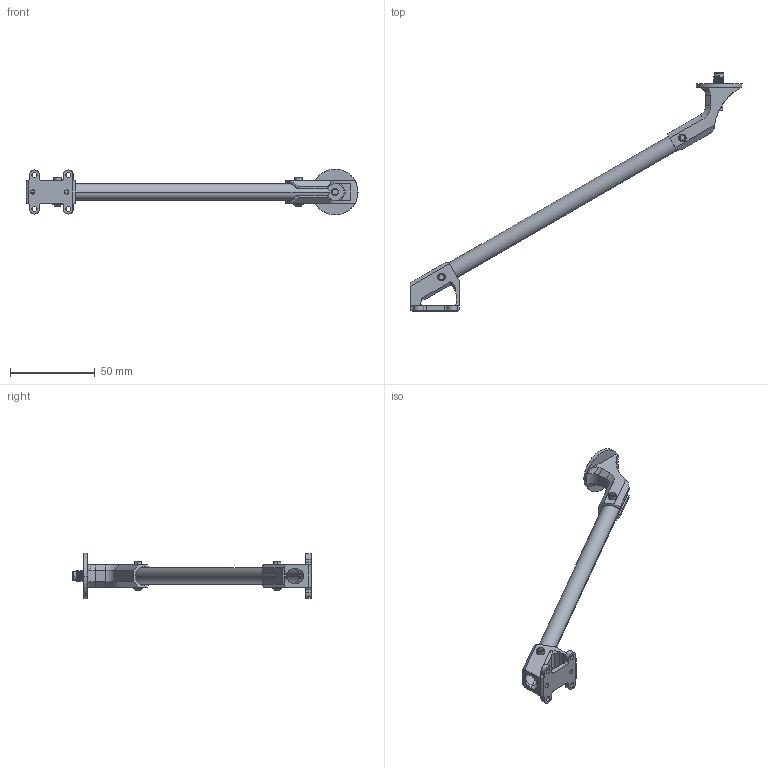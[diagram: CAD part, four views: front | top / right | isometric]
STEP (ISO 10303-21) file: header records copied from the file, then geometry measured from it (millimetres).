
FILE_DESCRIPTION((''),'2;1');
FILE_NAME('ZHIJIA-UM982-10D_ASM','2023-10-24T13:47:12',('QGLing'),(''),'CREO PARAMETRIC BY PTC INC, 2016510','CREO PARAMETRIC BY PTC INC, 2016510','');
FILE_SCHEMA(('AUTOMOTIVE_DESIGN { 1 0 10303 214 1 1 1 1 }'));
Length unit declared in the file: millimetre
Products named in the file (6): ZHIJIA-UM982-DIZUO-V000-0713; GUAN-10D-200; ZHIJIA-UM982-TXZUO-V000-0713; GB70-M25-15; SMA-KY3A; ZHIJIA-UM982-10D_ASM
Assembly tree (6 placements, depth 2):
  ZHIJIA-UM982-10D_ASM
    ZHIJIA-UM982-DIZUO-V000-0713
    GUAN-10D-200
    ZHIJIA-UM982-TXZUO-V000-0713
    GB70-M25-15  x2
    SMA-KY3A
Bounding box: 195.71 x 140.33 x 27 mm (x, y, z)
Volume: 12083.6 mm3; surface area: 21534.1 mm2
Topology: 6 solids, 6 shells, 310 faces, 834 edges, 539 vertices
Faces by surface type: cylinder 130, plane 99, bspline 46, cone 29, torus 6
Entity records: 21954 total; most frequent: CARTESIAN_POINT 12542, ORIENTED_EDGE 1474, DIRECTION 1259, PRESENTATION_STYLE_ASSIGNMENT 743, STYLED_ITEM 742, CURVE_STYLE 737, EDGE_CURVE 737, VERTEX_POINT 479
